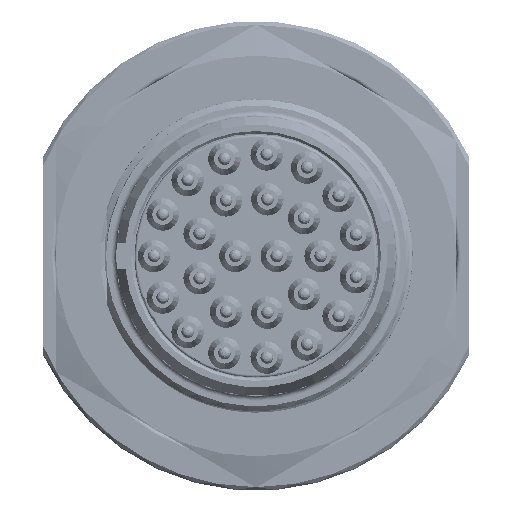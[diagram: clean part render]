
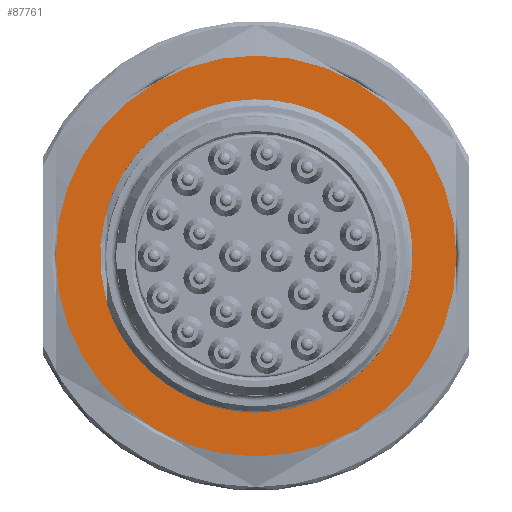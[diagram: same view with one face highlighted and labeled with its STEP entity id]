
A CAD part, left-side view. The second image highlights one B-rep face of the part: STEP entity #87761.
In plain terms, the highlighted planar face has unit normal (-1, 0, 0).
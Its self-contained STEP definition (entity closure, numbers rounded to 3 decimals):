
#14126=CARTESIAN_POINT('',(17.2,-2.895,12.16));
#14127=CARTESIAN_POINT('',(17.2,-3.261,12.064));
#14128=CARTESIAN_POINT('',(17.2,-3.982,11.841));
#14129=CARTESIAN_POINT('',(17.2,-4.678,11.553));
#14130=CARTESIAN_POINT('',(17.2,-5.021,11.393));
#14132=CARTESIAN_POINT('',(17.2,0.,0.));
#14133=DIRECTION('',(1.,0.,0.));
#14134=DIRECTION('',(0.,0.759,0.651));
#14135=AXIS2_PLACEMENT_3D('',#14132,#14133,#14134);
#14163=CARTESIAN_POINT('',(17.2,0.,0.));
#14164=DIRECTION('',(1.,0.,0.));
#14165=DIRECTION('',(0.,-0.5,0.866));
#14166=AXIS2_PLACEMENT_3D('',#14163,#14164,#14165);
#14168=CARTESIAN_POINT('',(17.2,0.,0.));
#14169=DIRECTION('',(1.,0.,0.));
#14170=DIRECTION('',(0.,-1.,0.));
#14171=AXIS2_PLACEMENT_3D('',#14168,#14169,#14170);
#14173=CARTESIAN_POINT('',(17.2,0.,0.));
#14174=DIRECTION('',(-1.,0.,0.));
#14175=DIRECTION('',(0.,1.,0.));
#14176=AXIS2_PLACEMENT_3D('',#14173,#14174,#14175);
#14178=CARTESIAN_POINT('',(17.2,0.,0.));
#14179=DIRECTION('',(-1.,0.,0.));
#14180=DIRECTION('',(0.,0.5,0.866));
#14181=AXIS2_PLACEMENT_3D('',#14178,#14179,#14180);
#14183=CARTESIAN_POINT('',(17.2,10.8,6.235));
#14184=CARTESIAN_POINT('',(17.2,10.661,6.483));
#14185=CARTESIAN_POINT('',(17.2,10.365,6.969));
#14186=CARTESIAN_POINT('',(17.2,10.033,7.435));
#14187=CARTESIAN_POINT('',(17.2,9.859,7.663));
#14189=CARTESIAN_POINT('',(17.2,11.346,5.126));
#14190=CARTESIAN_POINT('',(17.2,11.294,5.247));
#14191=CARTESIAN_POINT('',(17.2,11.186,5.49));
#14192=CARTESIAN_POINT('',(17.2,11.002,5.864));
#14193=CARTESIAN_POINT('',(17.2,10.869,6.111));
#14194=CARTESIAN_POINT('',(17.2,10.8,6.235));
#14209=CARTESIAN_POINT('',(17.2,-8.,13.856));
#14211=CARTESIAN_POINT('',(17.2,0.,0.));
#14212=DIRECTION('',(-1.,0.,0.));
#14213=DIRECTION('',(0.,-0.5,0.866));
#14214=AXIS2_PLACEMENT_3D('',#14211,#14212,#14213);
#14422=CARTESIAN_POINT('',(17.2,8.,-13.856));
#14424=CARTESIAN_POINT('',(17.2,0.,0.));
#14425=DIRECTION('',(-1.,0.,0.));
#14426=DIRECTION('',(0.,0.5,-0.866));
#14427=AXIS2_PLACEMENT_3D('',#14424,#14425,#14426);
#14462=CARTESIAN_POINT('',(17.2,-8.,-13.856));
#14500=CARTESIAN_POINT('',(17.2,-16.,0.));
#14766=CARTESIAN_POINT('',(17.2,0.,0.));
#14767=DIRECTION('',(1.,0.,0.));
#14768=DIRECTION('',(0.,-0.403,0.915));
#14769=AXIS2_PLACEMENT_3D('',#14766,#14767,#14768);
#14866=CARTESIAN_POINT('',(17.2,9.859,7.663));
#14867=CARTESIAN_POINT('',(17.2,9.799,7.743));
#14868=CARTESIAN_POINT('',(17.2,9.678,7.902));
#14869=CARTESIAN_POINT('',(17.2,9.553,8.059));
#14870=CARTESIAN_POINT('',(17.2,9.489,8.136));
#15974=CARTESIAN_POINT('',(17.2,16.,0.));
#16012=CARTESIAN_POINT('',(17.2,8.,13.856));
#52767=VERTEX_POINT('',#14209);
#52770=VERTEX_POINT('',#14500);
#52773=VERTEX_POINT('',#14462);
#52785=VERTEX_POINT('',#14422);
#52788=VERTEX_POINT('',#15974);
#52791=VERTEX_POINT('',#16012);
#52793=VERTEX_POINT('',#14189);
#52794=VERTEX_POINT('',#14194);
#52803=CARTESIAN_POINT('',(17.2,9.489,8.136));
#52804=CARTESIAN_POINT('',(17.2,-2.895,12.16));
#52805=VERTEX_POINT('',#52803);
#52806=VERTEX_POINT('',#52804);
#52816=VERTEX_POINT('',#14866);
#52818=VERTEX_POINT('',#14130);
#87730=CARTESIAN_POINT('',(17.2,0.,0.));
#87731=DIRECTION('',(1.,0.,0.));
#87732=DIRECTION('',(0.,0.,-1.));
#87733=AXIS2_PLACEMENT_3D('',#87730,#87731,#87732);
#87734=PLANE('348',#87733);
#87736=ORIENTED_EDGE('4532',*,*,#87735,.F.);
#87738=ORIENTED_EDGE('4523',*,*,#87737,.T.);
#87740=ORIENTED_EDGE('4524',*,*,#87739,.T.);
#87742=ORIENTED_EDGE('4531',*,*,#87741,.F.);
#87744=ORIENTED_EDGE('4528',*,*,#87743,.F.);
#87746=ORIENTED_EDGE('4527',*,*,#87745,.F.);
#87747=EDGE_LOOP('348',(#87736,#87738,#87740,#87742,#87744,#87746));
#87748=FACE_OUTER_BOUND('348',#87747,.F.);
#87749=ORIENTED_EDGE('4574',*,*,#87721,.F.);
#87751=ORIENTED_EDGE('4599',*,*,#87750,.F.);
#87753=ORIENTED_EDGE('4650',*,*,#87752,.F.);
#87755=ORIENTED_EDGE('4558',*,*,#87754,.F.);
#87757=ORIENTED_EDGE('4666',*,*,#87756,.F.);
#87758=ORIENTED_EDGE('4603',*,*,#87709,.F.);
#87759=EDGE_LOOP('348',(#87749,#87751,#87753,#87755,#87757,#87758));
#87760=FACE_BOUND('348',#87759,.F.);
#14131=B_SPLINE_CURVE_WITH_KNOTS('4603',3,(#14126,#14127,#14128,#14129,#14130),
.UNSPECIFIED.,.F.,.F.,(4,1,4),(0.,0.5,1.),.UNSPECIFIED.);
#14136=CIRCLE('4574',#14135,12.5);
#14167=CIRCLE('4523',#14166,16.);
#14172=CIRCLE('4524',#14171,16.);
#14177=CIRCLE('4528',#14176,16.);
#14182=CIRCLE('4527',#14181,16.);
#14188=B_SPLINE_CURVE_WITH_KNOTS('4650',3,(#14183,#14184,#14185,#14186,#14187),
.UNSPECIFIED.,.F.,.F.,(4,1,4),(0.,0.5,1.),.UNSPECIFIED.);
#14195=B_SPLINE_CURVE_WITH_KNOTS('4558',3,(#14189,#14190,#14191,#14192,#14193,
#14194),.UNSPECIFIED.,.F.,.F.,(4,1,1,4),(0.,0.333,
0.667,1.),.UNSPECIFIED.);
#14215=CIRCLE('4532',#14214,16.);
#14428=CIRCLE('4531',#14427,16.);
#14770=CIRCLE('4666',#14769,12.45);
#14871=B_SPLINE_CURVE_WITH_KNOTS('4599',3,(#14866,#14867,#14868,#14869,#14870),
.UNSPECIFIED.,.F.,.F.,(4,1,4),(0.,0.5,1.),.UNSPECIFIED.);
#87709=EDGE_CURVE('4603',#52806,#52818,#14131,.T.);
#87721=EDGE_CURVE('4574',#52805,#52806,#14136,.T.);
#87735=EDGE_CURVE('4532',#52767,#52791,#14215,.T.);
#87737=EDGE_CURVE('4523',#52767,#52770,#14167,.T.);
#87739=EDGE_CURVE('4524',#52770,#52773,#14172,.T.);
#87741=EDGE_CURVE('4531',#52785,#52773,#14428,.T.);
#87743=EDGE_CURVE('4528',#52788,#52785,#14177,.T.);
#87745=EDGE_CURVE('4527',#52791,#52788,#14182,.T.);
#87750=EDGE_CURVE('4599',#52816,#52805,#14871,.T.);
#87752=EDGE_CURVE('4650',#52794,#52816,#14188,.T.);
#87754=EDGE_CURVE('4558',#52793,#52794,#14195,.T.);
#87756=EDGE_CURVE('4666',#52818,#52793,#14770,.T.);
#87761=ADVANCED_FACE('348',(#87748,#87760),#87734,.F.);
